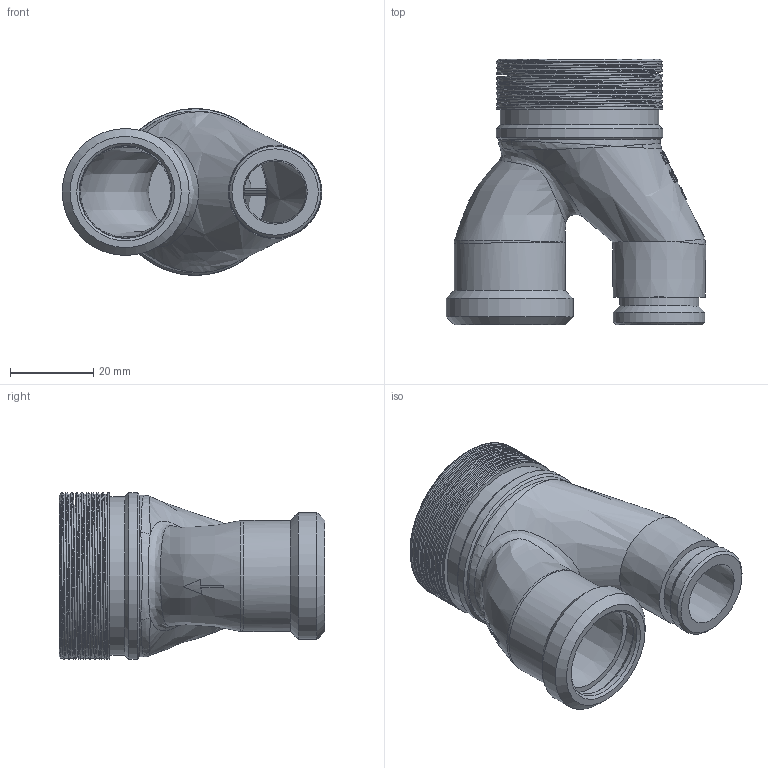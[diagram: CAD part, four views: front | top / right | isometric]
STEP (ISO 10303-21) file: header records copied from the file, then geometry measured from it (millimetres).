
FILE_DESCRIPTION(/* description */ (''),/* implementation_level */ '2;1');
FILE_NAME(/* name */ 'Hevs Peep Body v2.stp',/* time_stamp */ '2020-05-13T14:12:17-07:00',/* author */ ('paddy'),/* organization */ (''),/* preprocessor_version */ 'ST-DEVELOPER v18.1',/* originating_system */ 'Autodesk Inventor 2021',/* authorisation */ '');
FILE_SCHEMA (('AUTOMOTIVE_DESIGN { 1 0 10303 214 3 1 1 }'));
Length unit declared in the file: millimetre
Products named in the file (1): Hevs Peep Body v2
Bounding box: 62.52 x 64 x 40.13 mm (x, y, z)
Volume: 27986.5 mm3; surface area: 23498.3 mm2
Topology: 1 solids, 1 shells, 362 faces, 1003 edges, 647 vertices
Faces by surface type: bspline 136, plane 107, cylinder 63, torus 40, cone 16
Full cylindrical faces by diameter (mm): 2.459 x1, 18.999 x1, 24.968 x1, 26.77 x1, 30.568 x1, 34.2 x1, 38.15 x1, 39 x1, 39.52 x10, 40.133 x10
Entity records: 20157 total; most frequent: CARTESIAN_POINT 11944, ORIENTED_EDGE 1990, DIRECTION 1277, EDGE_CURVE 995, VERTEX_POINT 647, AXIS2_PLACEMENT_3D 491, B_SPLINE_CURVE_WITH_KNOTS 417, EDGE_LOOP 388
